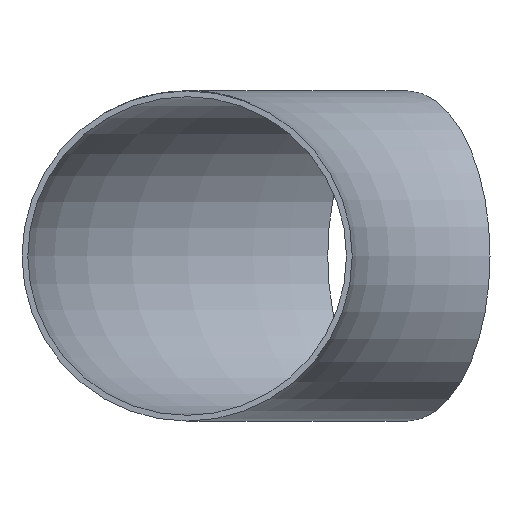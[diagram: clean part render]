
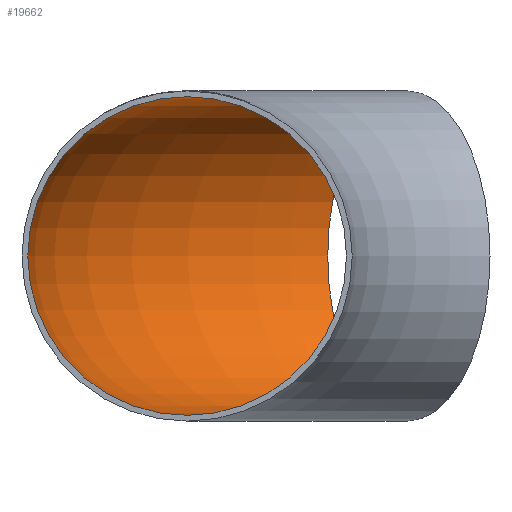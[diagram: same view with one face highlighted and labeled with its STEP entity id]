
A CAD part, front view. The second image highlights one B-rep face of the part: STEP entity #19662.
In plain terms, the highlighted toroidal (fillet/blend) face has major radius 152.5 mm and minor radius 55.15 mm.
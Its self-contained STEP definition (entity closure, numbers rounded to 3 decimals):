
#551 = DIRECTION ( 'NONE',  ( -1., 0., 0. ) ) ;
#2740 = CARTESIAN_POINT ( 'NONE',  ( -152.5, 0., 0. ) ) ;
#2841 = CIRCLE ( 'NONE', #14351, 55.15 ) ;
#3349 = CIRCLE ( 'NONE', #14528, 55.15 ) ;
#4561 = VERTEX_POINT ( 'NONE', #15573 ) ;
#4656 = VERTEX_POINT ( 'NONE', #10872 ) ;
#5137 = AXIS2_PLACEMENT_3D ( 'NONE', #14561, #18873, #551 ) ;
#5564 = EDGE_LOOP ( 'NONE', ( #14343 ) ) ;
#8252 = ORIENTED_EDGE ( 'NONE', *, *, #19305, .T. ) ;
#9726 = FACE_OUTER_BOUND ( 'NONE', #15254, .T. ) ;
#9760 = TOROIDAL_SURFACE ( 'NONE', #5137, 152.5, 55.15 ) ;
#10175 = DIRECTION ( 'NONE',  ( 0., 1., 0. ) ) ;
#10872 = CARTESIAN_POINT ( 'NONE',  ( -103.825, 179.83, 0. ) ) ;
#11287 = FACE_OUTER_BOUND ( 'NONE', #5564, .T. ) ;
#13560 = DIRECTION ( 'NONE',  ( 0., 0., 1. ) ) ;
#13977 = CARTESIAN_POINT ( 'NONE',  ( -76.25, 132.069, 0. ) ) ;
#14343 = ORIENTED_EDGE ( 'NONE', *, *, #15769, .F. ) ;
#14351 = AXIS2_PLACEMENT_3D ( 'NONE', #13977, #18901, #20055 ) ;
#14528 = AXIS2_PLACEMENT_3D ( 'NONE', #2740, #10175, #13560 ) ;
#14561 = CARTESIAN_POINT ( 'NONE',  ( 0., 0., 0. ) ) ;
#15254 = EDGE_LOOP ( 'NONE', ( #8252 ) ) ;
#15573 = CARTESIAN_POINT ( 'NONE',  ( -152.5, 0., 55.15 ) ) ;
#15769 = EDGE_CURVE ( 'NONE', #4561, #4561, #3349, .T. ) ;
#18873 = DIRECTION ( 'NONE',  ( 0., 0., -1. ) ) ;
#18901 = DIRECTION ( 'NONE',  ( 0.866, 0.5, 0. ) ) ;
#19305 = EDGE_CURVE ( 'NONE', #4656, #4656, #2841, .T. ) ;
#19662 = ADVANCED_FACE ( 'NONE', ( #9726, #11287 ), #9760, .F. ) ;
#20055 = DIRECTION ( 'NONE',  ( -0.5, 0.866, 0. ) ) ;
